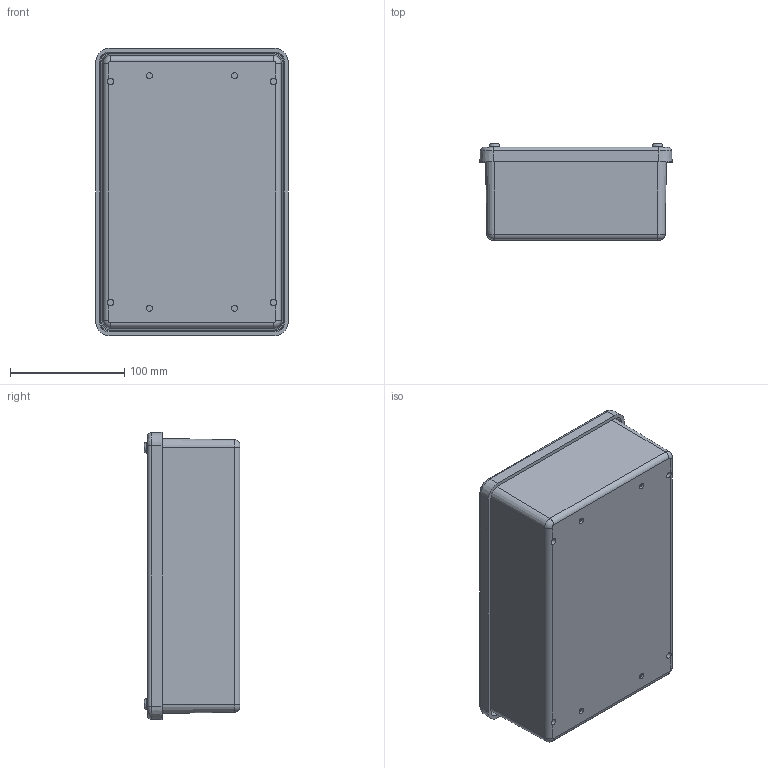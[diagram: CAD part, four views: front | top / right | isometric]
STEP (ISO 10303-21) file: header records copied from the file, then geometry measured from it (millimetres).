
FILE_DESCRIPTION (( 'STEP AP214' ), '1' );
FILE_NAME ('CO963.STEP', '2018-11-08T23:37:13', ( '' ), ( '' ), 'SwSTEP 2.0', 'SolidWorks 2018', '' );
FILE_SCHEMA (( 'AUTOMOTIVE_DESIGN' ));
Length unit declared in the file: inch
Products named in the file (1): CO963
Bounding box: 168.49 x 83.96 x 251.71 mm (x, y, z)
Volume: 549429.1 mm3; surface area: 310433.8 mm2
Topology: 15 solids, 15 shells, 356 faces, 844 edges, 540 vertices
Faces by surface type: plane 148, cylinder 112, bspline 52, cone 32, torus 12
Full cylindrical faces by diameter (mm): 4.039 x8, 4.496 x4, 5.334 x4, 5.556 x8, 6.35 x4, 6.858 x8, 7.144 x4, 9.423 x4, 9.525 x4
Entity records: 17282 total; most frequent: CARTESIAN_POINT 4905, DIRECTION 1502, ORIENTED_EDGE 1496, EDGE_CURVE 748, AXIS2_PLACEMENT_3D 585, VERTEX_POINT 516, EDGE_LOOP 484, FACE_OUTER_BOUND 420
